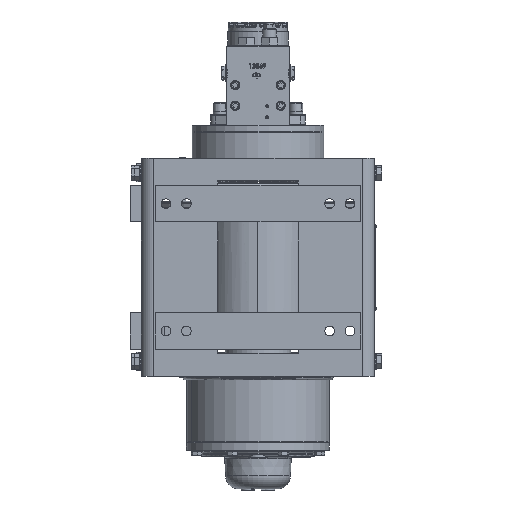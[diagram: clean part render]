
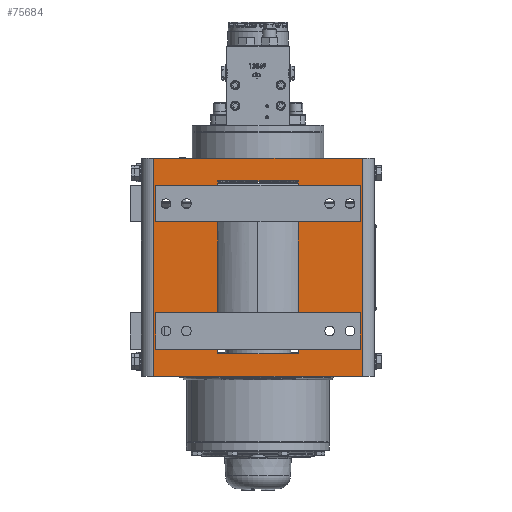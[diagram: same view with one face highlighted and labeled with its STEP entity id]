
A CAD part, front view. The second image highlights one B-rep face of the part: STEP entity #75684.
In plain terms, the highlighted planar face has unit normal (0, -1, 0).
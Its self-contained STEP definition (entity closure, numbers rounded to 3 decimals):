
#73613=DIRECTION('',(-1.,0.,0.));
#73614=VECTOR('',#73613,4.438);
#73615=CARTESIAN_POINT('',(2.219,-6.469,-0.437));
#73616=LINE('',#73615,#73614);
#73629=DIRECTION('',(1.,0.,0.));
#73630=VECTOR('',#73629,3.406);
#73631=CARTESIAN_POINT('',(-5.625,-6.469,-7.688));
#73632=LINE('',#73631,#73630);
#73633=DIRECTION('',(0.,0.,1.));
#73634=VECTOR('',#73633,2.);
#73635=CARTESIAN_POINT('',(-5.625,-6.469,-9.688));
#73636=LINE('',#73635,#73634);
#73637=DIRECTION('',(-1.,0.,0.));
#73638=VECTOR('',#73637,3.406);
#73639=CARTESIAN_POINT('',(-2.219,-6.469,-9.688));
#73640=LINE('',#73639,#73638);
#73641=DIRECTION('',(-1.,0.,0.));
#73642=VECTOR('',#73641,3.406);
#73643=CARTESIAN_POINT('',(5.625,-6.469,-9.688));
#73644=LINE('',#73643,#73642);
#73645=DIRECTION('',(0.,0.,-1.));
#73646=VECTOR('',#73645,2.);
#73647=CARTESIAN_POINT('',(5.625,-6.469,-7.688));
#73648=LINE('',#73647,#73646);
#73649=DIRECTION('',(1.,0.,0.));
#73650=VECTOR('',#73649,3.406);
#73651=CARTESIAN_POINT('',(2.219,-6.469,-7.688));
#73652=LINE('',#73651,#73650);
#73653=DIRECTION('',(-1.,0.,0.));
#73654=VECTOR('',#73653,3.406);
#73655=CARTESIAN_POINT('',(5.625,-6.469,-2.688));
#73656=LINE('',#73655,#73654);
#73657=DIRECTION('',(0.,0.,-1.));
#73658=VECTOR('',#73657,2.);
#73659=CARTESIAN_POINT('',(5.625,-6.469,-0.687));
#73660=LINE('',#73659,#73658);
#73661=DIRECTION('',(1.,0.,0.));
#73662=VECTOR('',#73661,3.406);
#73663=CARTESIAN_POINT('',(2.219,-6.469,-0.687));
#73664=LINE('',#73663,#73662);
#73665=DIRECTION('',(1.,0.,0.));
#73666=VECTOR('',#73665,3.406);
#73667=CARTESIAN_POINT('',(-5.625,-6.469,-0.687));
#73668=LINE('',#73667,#73666);
#73669=DIRECTION('',(0.,0.,1.));
#73670=VECTOR('',#73669,2.);
#73671=CARTESIAN_POINT('',(-5.625,-6.469,-2.688));
#73672=LINE('',#73671,#73670);
#73673=DIRECTION('',(-1.,0.,0.));
#73674=VECTOR('',#73673,3.406);
#73675=CARTESIAN_POINT('',(-2.219,-6.469,-2.688));
#73676=LINE('',#73675,#73674);
#73681=DIRECTION('',(0.,0.,-1.));
#73682=VECTOR('',#73681,12.);
#73683=CARTESIAN_POINT('',(5.719,-6.469,0.813));
#73684=LINE('',#73683,#73682);
#74811=DIRECTION('',(0.,0.,1.));
#74812=VECTOR('',#74811,12.);
#74813=CARTESIAN_POINT('',(-5.719,-6.469,-11.188));
#74814=LINE('',#74813,#74812);
#74857=DIRECTION('',(-1.,0.,0.));
#74858=VECTOR('',#74857,11.438);
#74859=CARTESIAN_POINT('',(5.719,-6.469,-11.188));
#74860=LINE('',#74859,#74858);
#74914=DIRECTION('',(1.,0.,0.));
#74915=VECTOR('',#74914,11.438);
#74916=CARTESIAN_POINT('',(-5.719,-6.469,0.813));
#74917=LINE('',#74916,#74915);
#74931=DIRECTION('',(1.,0.,0.));
#74932=VECTOR('',#74931,4.438);
#74933=CARTESIAN_POINT('',(-2.219,-6.469,-9.938));
#74934=LINE('',#74933,#74932);
#74943=DIRECTION('',(0.,0.,-1.));
#74944=VECTOR('',#74943,0.25);
#74945=CARTESIAN_POINT('',(-2.219,-6.469,-0.437));
#74946=LINE('',#74945,#74944);
#74951=DIRECTION('',(0.,0.,-1.));
#74952=VECTOR('',#74951,0.25);
#74953=CARTESIAN_POINT('',(-2.219,-6.469,-9.688));
#74954=LINE('',#74953,#74952);
#74959=DIRECTION('',(0.,0.,-1.));
#74960=VECTOR('',#74959,5.);
#74961=CARTESIAN_POINT('',(-2.219,-6.469,-2.688));
#74962=LINE('',#74961,#74960);
#75079=DIRECTION('',(0.,0.,1.));
#75080=VECTOR('',#75079,0.25);
#75081=CARTESIAN_POINT('',(2.219,-6.469,-9.938));
#75082=LINE('',#75081,#75080);
#75091=DIRECTION('',(0.,0.,1.));
#75092=VECTOR('',#75091,0.25);
#75093=CARTESIAN_POINT('',(2.219,-6.469,-0.687));
#75094=LINE('',#75093,#75092);
#75099=DIRECTION('',(0.,0.,1.));
#75100=VECTOR('',#75099,5.);
#75101=CARTESIAN_POINT('',(2.219,-6.469,-7.688));
#75102=LINE('',#75101,#75100);
#75285=CARTESIAN_POINT('',(2.219,-6.469,-0.437));
#75286=CARTESIAN_POINT('',(-2.219,-6.469,-0.437));
#75287=VERTEX_POINT('',#75285);
#75288=VERTEX_POINT('',#75286);
#75289=CARTESIAN_POINT('',(2.219,-6.469,-9.938));
#75290=CARTESIAN_POINT('',(2.219,-6.469,-9.688));
#75291=VERTEX_POINT('',#75289);
#75292=VERTEX_POINT('',#75290);
#75297=CARTESIAN_POINT('',(-2.219,-6.469,-9.938));
#75298=VERTEX_POINT('',#75297);
#75299=CARTESIAN_POINT('',(2.219,-6.469,-7.688));
#75300=VERTEX_POINT('',#75299);
#75303=CARTESIAN_POINT('',(2.219,-6.469,-0.687));
#75304=VERTEX_POINT('',#75303);
#75305=CARTESIAN_POINT('',(-2.219,-6.469,-0.687));
#75306=VERTEX_POINT('',#75305);
#75309=CARTESIAN_POINT('',(2.219,-6.469,-2.688));
#75310=VERTEX_POINT('',#75309);
#75311=CARTESIAN_POINT('',(5.625,-6.469,-9.688));
#75312=VERTEX_POINT('',#75311);
#75313=CARTESIAN_POINT('',(5.625,-6.469,-0.687));
#75314=VERTEX_POINT('',#75313);
#75315=CARTESIAN_POINT('',(-5.625,-6.469,-0.687));
#75316=VERTEX_POINT('',#75315);
#75317=CARTESIAN_POINT('',(-2.219,-6.469,-2.688));
#75318=CARTESIAN_POINT('',(-2.219,-6.469,-7.688));
#75319=VERTEX_POINT('',#75317);
#75320=VERTEX_POINT('',#75318);
#75325=CARTESIAN_POINT('',(-2.219,-6.469,-9.688));
#75326=VERTEX_POINT('',#75325);
#75327=CARTESIAN_POINT('',(5.625,-6.469,-7.688));
#75328=VERTEX_POINT('',#75327);
#75329=CARTESIAN_POINT('',(5.625,-6.469,-2.688));
#75330=VERTEX_POINT('',#75329);
#75331=CARTESIAN_POINT('',(-5.625,-6.469,-2.688));
#75332=VERTEX_POINT('',#75331);
#75333=CARTESIAN_POINT('',(-5.625,-6.469,-7.688));
#75334=VERTEX_POINT('',#75333);
#75339=CARTESIAN_POINT('',(-5.625,-6.469,-9.688));
#75340=VERTEX_POINT('',#75339);
#75347=CARTESIAN_POINT('',(5.719,-6.469,0.813));
#75348=CARTESIAN_POINT('',(5.719,-6.469,-11.188));
#75349=VERTEX_POINT('',#75347);
#75350=VERTEX_POINT('',#75348);
#75371=CARTESIAN_POINT('',(-5.719,-6.469,-11.188));
#75372=CARTESIAN_POINT('',(-5.719,-6.469,0.813));
#75373=VERTEX_POINT('',#75371);
#75374=VERTEX_POINT('',#75372);
#75628=CARTESIAN_POINT('',(-5.719,-6.469,0.813));
#75629=DIRECTION('',(0.,1.,0.));
#75630=DIRECTION('',(-1.,0.,0.));
#75631=AXIS2_PLACEMENT_3D('',#75628,#75629,#75630);
#75632=PLANE('',#75631);
#75634=ORIENTED_EDGE('',*,*,#75633,.T.);
#75636=ORIENTED_EDGE('',*,*,#75635,.T.);
#75638=ORIENTED_EDGE('',*,*,#75637,.T.);
#75640=ORIENTED_EDGE('',*,*,#75639,.T.);
#75641=EDGE_LOOP('',(#75634,#75636,#75638,#75640));
#75642=FACE_OUTER_BOUND('',#75641,.F.);
#75644=ORIENTED_EDGE('',*,*,#75643,.T.);
#75646=ORIENTED_EDGE('',*,*,#75645,.F.);
#75648=ORIENTED_EDGE('',*,*,#75647,.F.);
#75650=ORIENTED_EDGE('',*,*,#75649,.F.);
#75652=ORIENTED_EDGE('',*,*,#75651,.T.);
#75654=ORIENTED_EDGE('',*,*,#75653,.T.);
#75656=ORIENTED_EDGE('',*,*,#75655,.T.);
#75658=ORIENTED_EDGE('',*,*,#75657,.F.);
#75660=ORIENTED_EDGE('',*,*,#75659,.F.);
#75662=ORIENTED_EDGE('',*,*,#75661,.F.);
#75664=ORIENTED_EDGE('',*,*,#75663,.T.);
#75666=ORIENTED_EDGE('',*,*,#75665,.F.);
#75668=ORIENTED_EDGE('',*,*,#75667,.F.);
#75670=ORIENTED_EDGE('',*,*,#75669,.F.);
#75672=ORIENTED_EDGE('',*,*,#75671,.T.);
#75673=ORIENTED_EDGE('',*,*,#75610,.T.);
#75675=ORIENTED_EDGE('',*,*,#75674,.T.);
#75677=ORIENTED_EDGE('',*,*,#75676,.F.);
#75679=ORIENTED_EDGE('',*,*,#75678,.F.);
#75681=ORIENTED_EDGE('',*,*,#75680,.F.);
#75682=EDGE_LOOP('',(#75644,#75646,#75648,#75650,#75652,#75654,#75656,#75658,
#75660,#75662,#75664,#75666,#75668,#75670,#75672,#75673,#75675,#75677,#75679,
#75681));
#75683=FACE_BOUND('',#75682,.F.);
#75610=EDGE_CURVE('',#75287,#75288,#73616,.T.);
#75633=EDGE_CURVE('',#75349,#75350,#73684,.T.);
#75635=EDGE_CURVE('',#75350,#75373,#74860,.T.);
#75637=EDGE_CURVE('',#75373,#75374,#74814,.T.);
#75639=EDGE_CURVE('',#75374,#75349,#74917,.T.);
#75643=EDGE_CURVE('',#75319,#75320,#74962,.T.);
#75645=EDGE_CURVE('',#75334,#75320,#73632,.T.);
#75647=EDGE_CURVE('',#75340,#75334,#73636,.T.);
#75649=EDGE_CURVE('',#75326,#75340,#73640,.T.);
#75651=EDGE_CURVE('',#75326,#75298,#74954,.T.);
#75653=EDGE_CURVE('',#75298,#75291,#74934,.T.);
#75655=EDGE_CURVE('',#75291,#75292,#75082,.T.);
#75657=EDGE_CURVE('',#75312,#75292,#73644,.T.);
#75659=EDGE_CURVE('',#75328,#75312,#73648,.T.);
#75661=EDGE_CURVE('',#75300,#75328,#73652,.T.);
#75663=EDGE_CURVE('',#75300,#75310,#75102,.T.);
#75665=EDGE_CURVE('',#75330,#75310,#73656,.T.);
#75667=EDGE_CURVE('',#75314,#75330,#73660,.T.);
#75669=EDGE_CURVE('',#75304,#75314,#73664,.T.);
#75671=EDGE_CURVE('',#75304,#75287,#75094,.T.);
#75674=EDGE_CURVE('',#75288,#75306,#74946,.T.);
#75676=EDGE_CURVE('',#75316,#75306,#73668,.T.);
#75678=EDGE_CURVE('',#75332,#75316,#73672,.T.);
#75680=EDGE_CURVE('',#75319,#75332,#73676,.T.);
#75684=ADVANCED_FACE('',(#75642,#75683),#75632,.F.);
